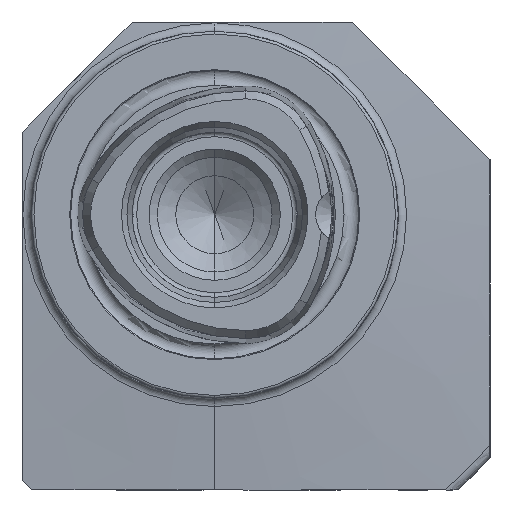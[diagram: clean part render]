
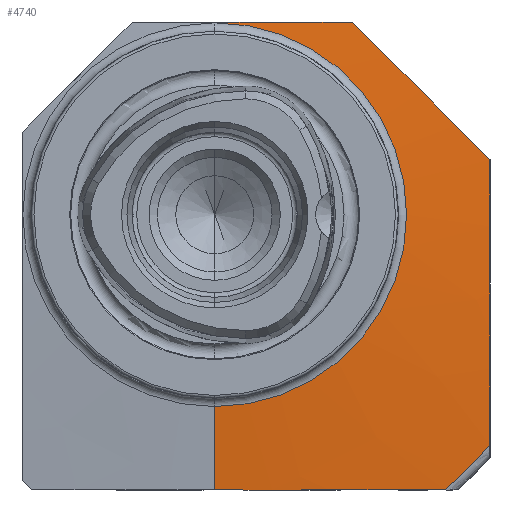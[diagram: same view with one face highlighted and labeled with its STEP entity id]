
A CAD part, left-side view. The second image highlights one B-rep face of the part: STEP entity #4740.
In plain terms, the highlighted conical face has half-angle 85 degrees and reference radius 39.087 mm.
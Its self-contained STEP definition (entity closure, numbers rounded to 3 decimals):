
#86 = B_SPLINE_CURVE_WITH_KNOTS ( 'NONE', 3,
 ( #2307, #3869, #4931, #2343, #2865, #4463 ),
 .UNSPECIFIED., .F., .F.,
 ( 4, 2, 4 ),
 ( 0., 0.011, 0.021 ),
 .UNSPECIFIED. ) ;
#111 = CARTESIAN_POINT ( 'NONE',  ( 21.297, -12.501, 21. ) ) ;
#112 = VERTEX_POINT ( 'NONE', #6460 ) ;
#151 = EDGE_CURVE ( 'NONE', #5319, #2719, #1015, .T. ) ;
#414 = VERTEX_POINT ( 'NONE', #5264 ) ;
#702 = CARTESIAN_POINT ( 'NONE',  ( 21.809, -30., -4.356 ) ) ;
#727 = CARTESIAN_POINT ( 'NONE',  ( 21.004, 0., 21. ) ) ;
#771 = ORIENTED_EDGE ( 'NONE', *, *, #151, .T. ) ;
#773 = EDGE_LOOP ( 'NONE', ( #4661, #1810, #771, #5412, #4119, #4675, #3338, #4046 ) ) ;
#903 = B_SPLINE_CURVE_WITH_KNOTS ( 'NONE', 3,
 ( #4435, #1173, #4327, #1141, #1106, #6516 ),
 .UNSPECIFIED., .F., .F.,
 ( 4, 2, 4 ),
 ( 0.107, 0.119, 0.132 ),
 .UNSPECIFIED. ) ;
#994 = CONICAL_SURFACE ( 'NONE', #4954, 39.087, 1.484 ) ;
#1015 = LINE ( 'NONE', #6573, #2360 ) ;
#1106 = CARTESIAN_POINT ( 'NONE',  ( 22.352, -20.882, -30. ) ) ;
#1107 = CARTESIAN_POINT ( 'NONE',  ( 22.586, 0., 0. ) ) ;
#1141 = CARTESIAN_POINT ( 'NONE',  ( 22.152, -16.706, -30. ) ) ;
#1173 = CARTESIAN_POINT ( 'NONE',  ( 21.791, -4.177, -30. ) ) ;
#1547 = CARTESIAN_POINT ( 'NONE',  ( 21.791, 0., -30. ) ) ;
#1579 = CARTESIAN_POINT ( 'NONE',  ( 22.296, -30., -19.882 ) ) ;
#1660 = AXIS2_PLACEMENT_3D ( 'NONE', #5436, #3864, #5498 ) ;
#1810 = ORIENTED_EDGE ( 'NONE', *, *, #3577, .F. ) ;
#1816 = VERTEX_POINT ( 'NONE', #2695 ) ;
#1957 = EDGE_CURVE ( 'NONE', #6790, #3036, #86, .T. ) ;
#2139 = CARTESIAN_POINT ( 'NONE',  ( 21.424, -15., 21. ) ) ;
#2307 = CARTESIAN_POINT ( 'NONE',  ( 21.843, -30., 6. ) ) ;
#2343 = CARTESIAN_POINT ( 'NONE',  ( 21.387, -20.002, 15.998 ) ) ;
#2360 = VECTOR ( 'NONE', #3162, 1000. ) ;
#2497 = CARTESIAN_POINT ( 'NONE',  ( 22.586, 0., 0. ) ) ;
#2554 = B_SPLINE_CURVE_WITH_KNOTS ( 'NONE', 3,
 ( #6447, #1579, #3185, #4011, #702, #6185, #3978, #2933 ),
 .UNSPECIFIED., .F., .F.,
 ( 4, 2, 2, 4 ),
 ( 0.04, 0.055, 0.063, 0.071 ),
 .UNSPECIFIED. ) ;
#2695 = CARTESIAN_POINT ( 'NONE',  ( 20.996, 0., 20.913 ) ) ;
#2719 = VERTEX_POINT ( 'NONE', #1547 ) ;
#2819 = CARTESIAN_POINT ( 'NONE',  ( 21.191, -10., 21. ) ) ;
#2865 = CARTESIAN_POINT ( 'NONE',  ( 21.373, -17.502, 18.498 ) ) ;
#2889 = CARTESIAN_POINT ( 'NONE',  ( 21.424, -15., 21. ) ) ;
#2933 = CARTESIAN_POINT ( 'NONE',  ( 21.843, -30., 6. ) ) ;
#3036 = VERTEX_POINT ( 'NONE', #2139 ) ;
#3162 = DIRECTION ( 'NONE',  ( 0.087, 0., -0.996 ) ) ;
#3185 = CARTESIAN_POINT ( 'NONE',  ( 22.058, -30., -14.708 ) ) ;
#3270 = EDGE_CURVE ( 'NONE', #3036, #414, #6511, .T. ) ;
#3275 = VERTEX_POINT ( 'NONE', #5066 ) ;
#3338 = ORIENTED_EDGE ( 'NONE', *, *, #1957, .T. ) ;
#3577 = EDGE_CURVE ( 'NONE', #5319, #1816, #4147, .T. ) ;
#3864 = DIRECTION ( 'NONE',  ( -1., 0., 0. ) ) ;
#3869 = CARTESIAN_POINT ( 'NONE',  ( 21.672, -27.501, 8.499 ) ) ;
#3978 = CARTESIAN_POINT ( 'NONE',  ( 21.799, -30., 3.411 ) ) ;
#4011 = CARTESIAN_POINT ( 'NONE',  ( 21.852, -30., -6.944 ) ) ;
#4038 = AXIS2_PLACEMENT_3D ( 'NONE', #2497, #6812, #4100 ) ;
#4046 = ORIENTED_EDGE ( 'NONE', *, *, #3270, .T. ) ;
#4100 = DIRECTION ( 'NONE',  ( 0., 0., 1. ) ) ;
#4119 = ORIENTED_EDGE ( 'NONE', *, *, #5673, .T. ) ;
#4147 = CIRCLE ( 'NONE', #1660, 20.913 ) ;
#4156 = VECTOR ( 'NONE', #6622, 1000. ) ;
#4306 = CARTESIAN_POINT ( 'NONE',  ( 20.996, 0., -20.913 ) ) ;
#4327 = CARTESIAN_POINT ( 'NONE',  ( 21.87, -8.354, -30. ) ) ;
#4435 = CARTESIAN_POINT ( 'NONE',  ( 21.791, 0., -30. ) ) ;
#4463 = CARTESIAN_POINT ( 'NONE',  ( 21.424, -15., 21. ) ) ;
#4491 = CARTESIAN_POINT ( 'NONE',  ( 21.044, -5., 21. ) ) ;
#4565 = CARTESIAN_POINT ( 'NONE',  ( 21.004, -2.5, 21. ) ) ;
#4661 = ORIENTED_EDGE ( 'NONE', *, *, #6288, .F. ) ;
#4675 = ORIENTED_EDGE ( 'NONE', *, *, #4753, .T. ) ;
#4740 = ADVANCED_FACE ( 'NONE', ( #5302 ), #994, .T. ) ;
#4753 = EDGE_CURVE ( 'NONE', #112, #6790, #2554, .T. ) ;
#4859 = LINE ( 'NONE', #7047, #4156 ) ;
#4931 = CARTESIAN_POINT ( 'NONE',  ( 21.537, -25.002, 10.998 ) ) ;
#4954 = AXIS2_PLACEMENT_3D ( 'NONE', #1107, #5912, #5445 ) ;
#5066 = CARTESIAN_POINT ( 'NONE',  ( 22.586, -25.056, -30. ) ) ;
#5264 = CARTESIAN_POINT ( 'NONE',  ( 21.004, 0., 21. ) ) ;
#5302 = FACE_OUTER_BOUND ( 'NONE', #773, .T. ) ;
#5319 = VERTEX_POINT ( 'NONE', #4306 ) ;
#5412 = ORIENTED_EDGE ( 'NONE', *, *, #6816, .T. ) ;
#5436 = CARTESIAN_POINT ( 'NONE',  ( 20.996, 0., 0. ) ) ;
#5445 = DIRECTION ( 'NONE',  ( 0., 0., -1. ) ) ;
#5498 = DIRECTION ( 'NONE',  ( 0., 0., 1. ) ) ;
#5673 = EDGE_CURVE ( 'NONE', #3275, #112, #5849, .T. ) ;
#5849 = CIRCLE ( 'NONE', #4038, 39.087 ) ;
#5912 = DIRECTION ( 'NONE',  ( 1., 0., 0. ) ) ;
#6185 = CARTESIAN_POINT ( 'NONE',  ( 21.782, -30., 0.821 ) ) ;
#6288 = EDGE_CURVE ( 'NONE', #1816, #414, #4859, .T. ) ;
#6447 = CARTESIAN_POINT ( 'NONE',  ( 22.586, -30., -25.056 ) ) ;
#6460 = CARTESIAN_POINT ( 'NONE',  ( 22.586, -30., -25.056 ) ) ;
#6511 = B_SPLINE_CURVE_WITH_KNOTS ( 'NONE', 3,
 ( #2889, #111, #2819, #4491, #4565, #727 ),
 .UNSPECIFIED., .F., .F.,
 ( 4, 2, 4 ),
 ( 0.021, 0.029, 0.036 ),
 .UNSPECIFIED. ) ;
#6516 = CARTESIAN_POINT ( 'NONE',  ( 22.586, -25.056, -30. ) ) ;
#6555 = CARTESIAN_POINT ( 'NONE',  ( 21.843, -30., 6. ) ) ;
#6573 = CARTESIAN_POINT ( 'NONE',  ( 22.586, 0., -39.087 ) ) ;
#6622 = DIRECTION ( 'NONE',  ( 0.087, 0., 0.996 ) ) ;
#6790 = VERTEX_POINT ( 'NONE', #6555 ) ;
#6812 = DIRECTION ( 'NONE',  ( -1., 0., 0. ) ) ;
#6816 = EDGE_CURVE ( 'NONE', #2719, #3275, #903, .T. ) ;
#7047 = CARTESIAN_POINT ( 'NONE',  ( 22.586, 0., 39.087 ) ) ;
